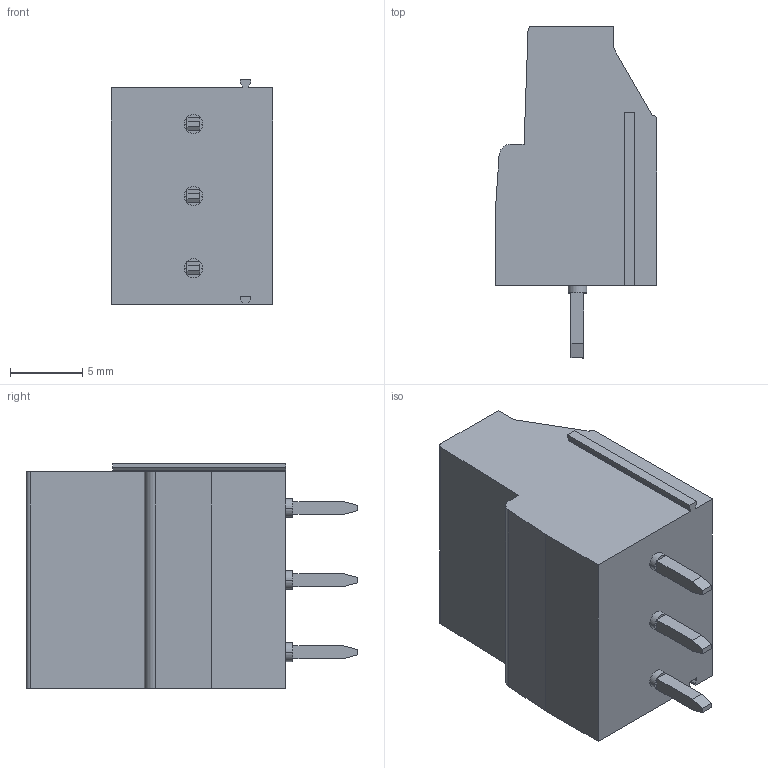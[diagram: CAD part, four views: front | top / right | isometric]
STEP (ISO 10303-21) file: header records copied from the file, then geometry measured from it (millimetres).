
FILE_DESCRIPTION(('SolidDesigner STEP Export'),'1');
FILE_NAME('mkds_3-3.stp','2000-06-15T13:23:28',(''),(''), 'SolidDesigner STEP processor Version: 7.0(Mar 1999)for AP214(CD)(Solid Model)', 'CoCreate SolidDesigner: 07.50 21-Dec-99(C) CoCreate Software GmbH','');
FILE_SCHEMA(('AUTOMOTIVE_DESIGN_CC2 {1 2 10303 214 -1 1 5 1}'));
Length unit declared in the file: millimetre
Products named in the file (2): mkds_3-3
Assembly tree (1 placements, depth 2):
  mkds_3-3
    mkds_3-3
Bounding box: 11.2 x 23 x 15.57 mm (x, y, z)
Volume: 2335.2 mm3; surface area: 1577.2 mm2
Topology: 1 solids, 1 shells, 210 faces, 528 edges, 336 vertices
Faces by surface type: plane 161, cylinder 49
Entity records: 7465 total; most frequent: ORIENTED_EDGE 1056, CARTESIAN_POINT 975, DIRECTION 907, EDGE_CURVE 528, VECTOR 371, LINE 371, VERTEX_POINT 336, AXIS2_PLACEMENT_3D 268
